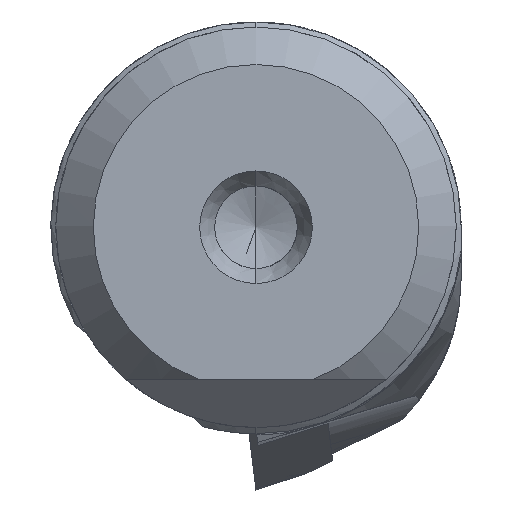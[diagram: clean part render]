
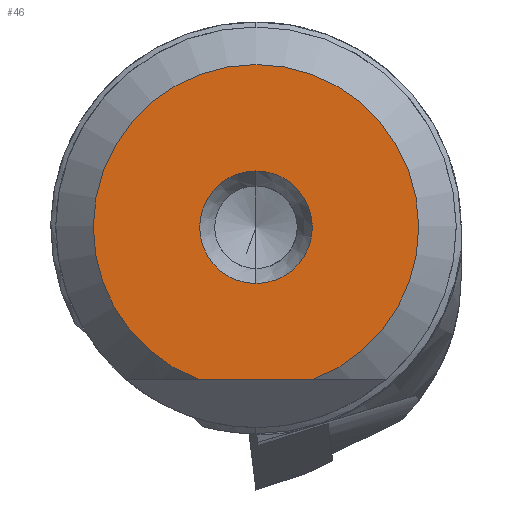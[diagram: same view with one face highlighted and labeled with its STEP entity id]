
A CAD part, left-side view. The second image highlights one B-rep face of the part: STEP entity #46.
In plain terms, the highlighted planar face has unit normal (-1, 0, 0).
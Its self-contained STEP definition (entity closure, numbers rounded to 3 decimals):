
#46 = ADVANCED_FACE ( 'NONE', ( #1536, #1293 ), #4004, .F. ) ;
#246 = CIRCLE ( 'NONE', #3937, 2.25 ) ;
#381 = VECTOR ( 'NONE', #462, 1000. ) ;
#393 = VERTEX_POINT ( 'NONE', #3426 ) ;
#462 = DIRECTION ( 'NONE',  ( 0., -1., 0. ) ) ;
#528 = DIRECTION ( 'NONE',  ( 0., 0., 1. ) ) ;
#604 = CARTESIAN_POINT ( 'NONE',  ( 0., -2.299, -6.08 ) ) ;
#693 = ORIENTED_EDGE ( 'NONE', *, *, #735, .F. ) ;
#735 = EDGE_CURVE ( 'NONE', #2332, #3989, #4047, .T. ) ;
#743 = ORIENTED_EDGE ( 'NONE', *, *, #2028, .T. ) ;
#772 = CARTESIAN_POINT ( 'NONE',  ( 0., 0., 2.25 ) ) ;
#793 = LINE ( 'NONE', #3819, #381 ) ;
#931 = CARTESIAN_POINT ( 'NONE',  ( 0., 0., 0. ) ) ;
#1293 = FACE_OUTER_BOUND ( 'NONE', #1763, .T. ) ;
#1439 = CARTESIAN_POINT ( 'NONE',  ( 0., 0., -2.25 ) ) ;
#1467 = ORIENTED_EDGE ( 'NONE', *, *, #2305, .T. ) ;
#1536 = FACE_BOUND ( 'NONE', #3678, .T. ) ;
#1615 = DIRECTION ( 'NONE',  ( 0., 0., 1. ) ) ;
#1623 = AXIS2_PLACEMENT_3D ( 'NONE', #931, #4269, #3555 ) ;
#1668 = VERTEX_POINT ( 'NONE', #604 ) ;
#1763 = EDGE_LOOP ( 'NONE', ( #743, #1467 ) ) ;
#1852 = AXIS2_PLACEMENT_3D ( 'NONE', #2318, #4257, #2556 ) ;
#2028 = EDGE_CURVE ( 'NONE', #1668, #393, #4140, .T. ) ;
#2270 = DIRECTION ( 'NONE',  ( -1., 0., 0. ) ) ;
#2305 = EDGE_CURVE ( 'NONE', #393, #1668, #793, .T. ) ;
#2318 = CARTESIAN_POINT ( 'NONE',  ( 0., 2.25, 0. ) ) ;
#2332 = VERTEX_POINT ( 'NONE', #772 ) ;
#2556 = DIRECTION ( 'NONE',  ( 0., 0., -1. ) ) ;
#2680 = EDGE_CURVE ( 'NONE', #3989, #2332, #246, .T. ) ;
#3314 = CARTESIAN_POINT ( 'NONE',  ( 0., 0., 0. ) ) ;
#3372 = ORIENTED_EDGE ( 'NONE', *, *, #2680, .F. ) ;
#3426 = CARTESIAN_POINT ( 'NONE',  ( 0., 2.299, -6.08 ) ) ;
#3555 = DIRECTION ( 'NONE',  ( 0., 0., 1. ) ) ;
#3605 = DIRECTION ( 'NONE',  ( -1., 0., 0. ) ) ;
#3678 = EDGE_LOOP ( 'NONE', ( #693, #3372 ) ) ;
#3696 = CARTESIAN_POINT ( 'NONE',  ( 0., 0., 0. ) ) ;
#3819 = CARTESIAN_POINT ( 'NONE',  ( 0., 2.25, -6.08 ) ) ;
#3937 = AXIS2_PLACEMENT_3D ( 'NONE', #3696, #2270, #1615 ) ;
#3989 = VERTEX_POINT ( 'NONE', #1439 ) ;
#4004 = PLANE ( 'NONE',  #1852 ) ;
#4047 = CIRCLE ( 'NONE', #1623, 2.25 ) ;
#4140 = CIRCLE ( 'NONE', #4283, 6.5 ) ;
#4257 = DIRECTION ( 'NONE',  ( 1., 0., 0. ) ) ;
#4269 = DIRECTION ( 'NONE',  ( -1., 0., 0. ) ) ;
#4283 = AXIS2_PLACEMENT_3D ( 'NONE', #3314, #3605, #528 ) ;
